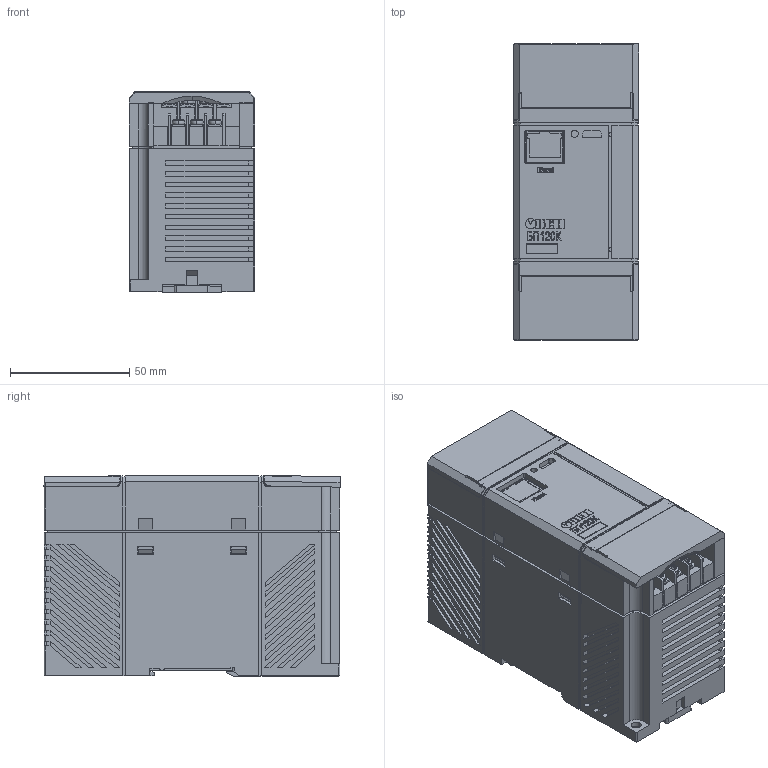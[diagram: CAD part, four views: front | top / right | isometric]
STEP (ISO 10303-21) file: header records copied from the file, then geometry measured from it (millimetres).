
FILE_DESCRIPTION (( 'STEP AP203' ), '1' );
FILE_NAME ('ﾁﾏ120ﾊ.STEP', '2020-11-26T12:10:53', ( '' ), ( '' ), 'SwSTEP 2.0', 'SolidWorks 2019', '' );
FILE_SCHEMA (( 'CONFIG_CONTROL_DESIGN' ));
Length unit declared in the file: millimetre
Products named in the file (1): ﾁﾏ120ﾊ
Bounding box: 52.58 x 124.14 x 84.19 mm (x, y, z)
Surface area: 79025.6 mm2 (no closed solid volume)
Topology: 0 solids, 31 shells, 3462 faces, 9832 edges, 6454 vertices
Faces by surface type: plane 2326, bspline 608, cylinder 372, cone 70, torus 64, sphere 22
Entity records: 150515 total; most frequent: CARTESIAN_POINT 68266, ORIENTED_EDGE 19312, DIRECTION 13228, EDGE_CURVE 9824, VERTEX_POINT 6454, LINE 6294, VECTOR 6294, EDGE_LOOP 3672
